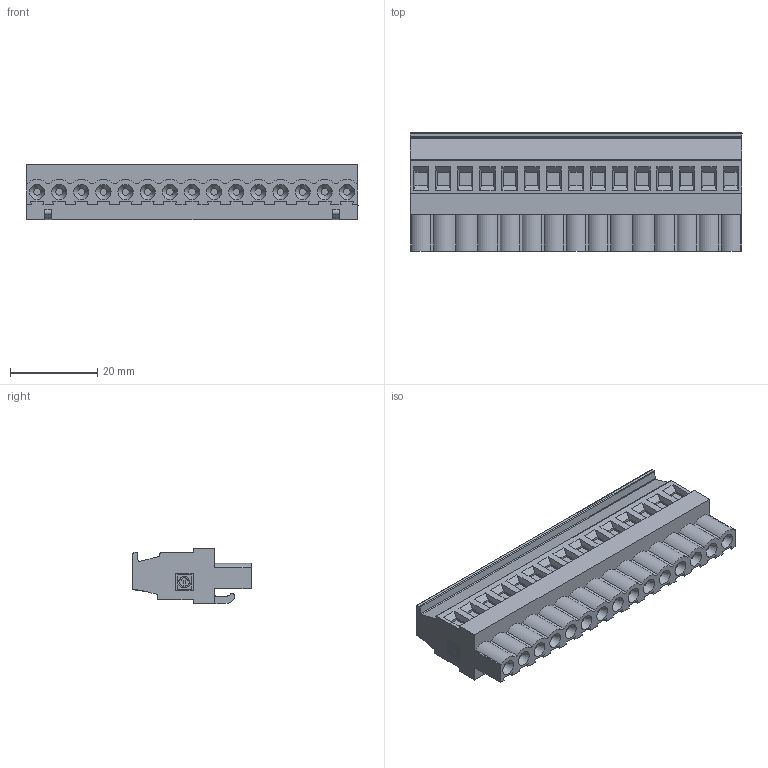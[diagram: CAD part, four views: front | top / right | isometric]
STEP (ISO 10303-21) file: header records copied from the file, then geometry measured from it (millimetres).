
FILE_DESCRIPTION(('STEP AP214'),'1');
FILE_NAME('SV15-5,08-P.stp','2020-05-11T07:22:05',(' '),(' '),'Spatial InterOp 3D',' ',' ');
FILE_SCHEMA(('automotive_design'));
Length unit declared in the file: metre
Products named in the file (1): 1
Bounding box: 76.2 x 27.1 x 12.7 mm (x, y, z)
Volume: 17053.1 mm3; surface area: 7988.8 mm2
Topology: 1 solids, 1 shells, 450 faces, 1134 edges, 735 vertices
Faces by surface type: plane 359, cylinder 75, cone 15, extrusion 1
Full cylindrical faces by diameter (mm): 1.6 x15, 4 x15
Entity records: 16424 total; most frequent: CARTESIAN_POINT 2266, DIRECTION 2135, ORIENTED_EDGE 2118, EDGE_CURVE 1059, VECTOR 815, LINE 814, VERTEX_POINT 705, AXIS2_PLACEMENT_3D 660
